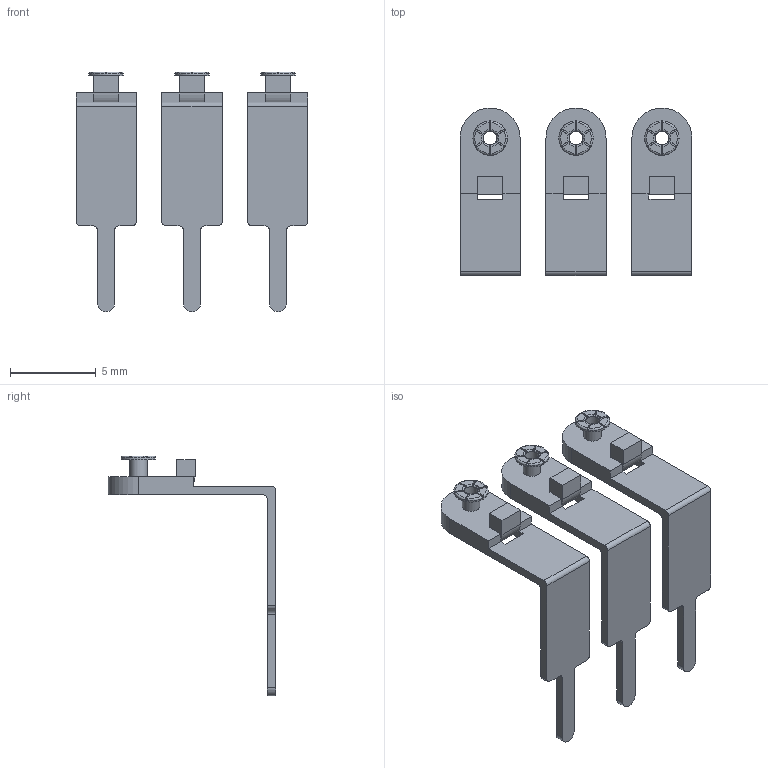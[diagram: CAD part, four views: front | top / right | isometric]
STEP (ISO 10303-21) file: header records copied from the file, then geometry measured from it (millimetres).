
FILE_DESCRIPTION(('FreeCAD Model'),'2;1');
FILE_NAME('TYPE-41.step','2019-06-14T21:56:55', ('Author'),(''),'Open CASCADE STEP processor 7.3','FreeCAD','Unknown' );
FILE_SCHEMA(('AUTOMOTIVE_DESIGN { 1 0 10303 214 1 1 1 1 }'));
Length unit declared in the file: millimetre
Products named in the file (1): Type-41
Bounding box: 13.5 x 9.75 x 13.95 mm (x, y, z)
Volume: 121.8 mm3; surface area: 522 mm2
Topology: 3 solids, 3 shells, 243 faces, 606 edges, 372 vertices
Faces by surface type: plane 159, cylinder 42, torus 42
Full cylindrical faces by diameter (mm): 0.8 x3, 1 x3, 1.02 x3, 2 x3
Entity records: 9468 total; most frequent: CARTESIAN_POINT 1945, DIRECTION 1229, ORIENTED_EDGE 1212, EDGE_CURVE 606, AXIS2_PLACEMENT_3D 454, VERTEX_POINT 372, LINE 321, VECTOR 321
